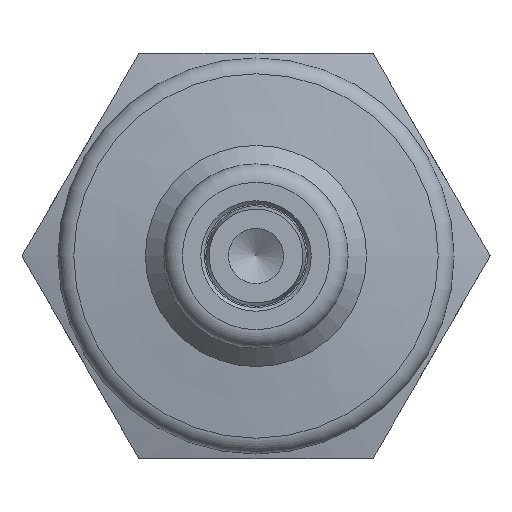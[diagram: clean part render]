
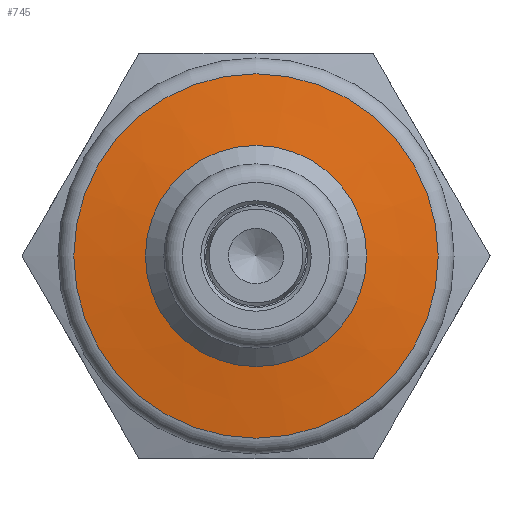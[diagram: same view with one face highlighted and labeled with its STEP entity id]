
A CAD part, left-side view. The second image highlights one B-rep face of the part: STEP entity #745.
In plain terms, the highlighted conical face has half-angle 82 degrees and reference radius 8.375 mm.
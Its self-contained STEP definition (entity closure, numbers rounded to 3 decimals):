
#33=CONICAL_SURFACE('',#838,8.375,1.431);
#55=LINE('',#1216,#85);
#85=VECTOR('',#989,8.375);
#189=FACE_OUTER_BOUND('',#237,.T.);
#237=EDGE_LOOP('',(#559,#560,#561,#562,#563));
#281=CIRCLE('',#810,6.);
#301=CIRCLE('',#839,9.889);
#302=CIRCLE('',#840,9.889);
#339=VERTEX_POINT('',#1161);
#356=VERTEX_POINT('',#1213);
#357=VERTEX_POINT('',#1214);
#406=EDGE_CURVE('',#339,#339,#281,.T.);
#432=EDGE_CURVE('',#356,#357,#301,.T.);
#433=EDGE_CURVE('',#356,#339,#55,.T.);
#434=EDGE_CURVE('',#357,#356,#302,.T.);
#559=ORIENTED_EDGE('',*,*,#432,.F.);
#560=ORIENTED_EDGE('',*,*,#433,.T.);
#561=ORIENTED_EDGE('',*,*,#406,.T.);
#562=ORIENTED_EDGE('',*,*,#433,.F.);
#563=ORIENTED_EDGE('',*,*,#434,.F.);
#745=ADVANCED_FACE('',(#189),#33,.T.);
#810=AXIS2_PLACEMENT_3D('',#1162,#923,#924);
#838=AXIS2_PLACEMENT_3D('',#1212,#985,#986);
#839=AXIS2_PLACEMENT_3D('',#1215,#987,#988);
#840=AXIS2_PLACEMENT_3D('',#1217,#990,#991);
#923=DIRECTION('center_axis',(1.,0.,0.));
#924=DIRECTION('ref_axis',(0.,1.,0.));
#985=DIRECTION('center_axis',(1.,0.,0.));
#986=DIRECTION('ref_axis',(0.,1.,0.));
#987=DIRECTION('center_axis',(1.,0.,0.));
#988=DIRECTION('ref_axis',(0.,-1.,0.));
#989=DIRECTION('',(-0.139,0.99,0.));
#990=DIRECTION('center_axis',(1.,0.,0.));
#991=DIRECTION('ref_axis',(0.,-1.,0.));
#1161=CARTESIAN_POINT('',(20.,-6.,0.));
#1162=CARTESIAN_POINT('Origin',(20.,0.,0.));
#1212=CARTESIAN_POINT('Origin',(20.334,0.,0.));
#1213=CARTESIAN_POINT('',(20.547,-9.889,0.));
#1214=CARTESIAN_POINT('',(20.547,0.,9.889));
#1215=CARTESIAN_POINT('Origin',(20.547,0.,0.));
#1216=CARTESIAN_POINT('',(20.334,-8.375,0.));
#1217=CARTESIAN_POINT('Origin',(20.547,0.,0.));
